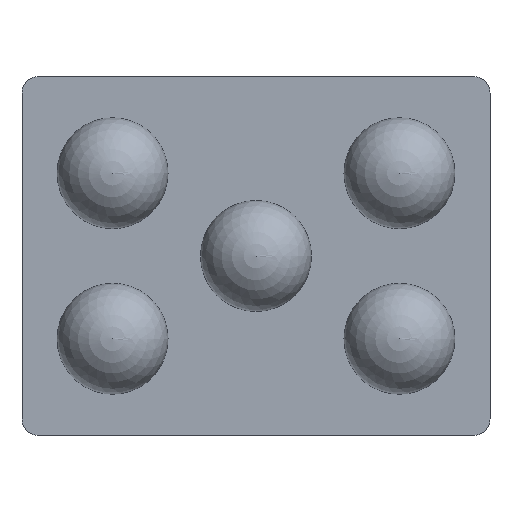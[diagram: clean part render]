
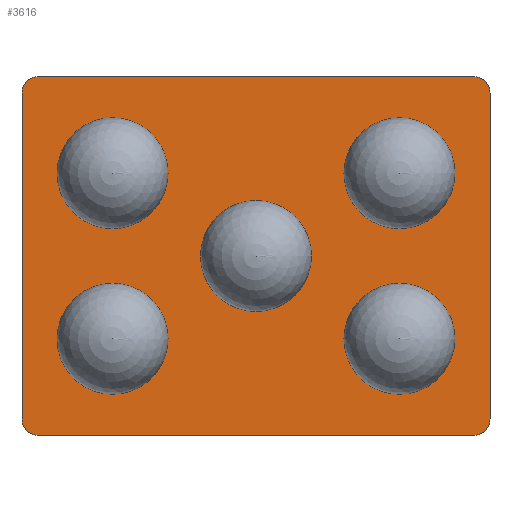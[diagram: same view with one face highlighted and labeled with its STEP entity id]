
A CAD part, front view. The second image highlights one B-rep face of the part: STEP entity #3616.
In plain terms, the highlighted planar face has unit normal (0, -1, 0).
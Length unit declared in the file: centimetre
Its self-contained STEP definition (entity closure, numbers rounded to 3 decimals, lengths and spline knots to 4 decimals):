
#58=PLANE('',#3871);
#133=LINE('',#5612,#389);
#134=LINE('',#5614,#390);
#135=LINE('',#5617,#391);
#136=LINE('',#5619,#392);
#389=VECTOR('',#4080,1.);
#390=VECTOR('',#4083,1.);
#391=VECTOR('',#4088,1.);
#392=VECTOR('',#4091,1.);
#674=FACE_OUTER_BOUND('',#888,.T.);
#888=EDGE_LOOP('',(#2500,#2501,#2502,#2503,#2504,#2505,#2506,#2507));
#1115=CIRCLE('',#3849,0.005);
#1118=CIRCLE('',#3853,0.005);
#1121=CIRCLE('',#3857,0.005);
#1124=CIRCLE('',#3862,0.005);
#1429=VERTEX_POINT('',#5459);
#1430=VERTEX_POINT('',#5460);
#1432=VERTEX_POINT('',#5504);
#1433=VERTEX_POINT('',#5505);
#1435=VERTEX_POINT('',#5549);
#1436=VERTEX_POINT('',#5550);
#1438=VERTEX_POINT('',#5597);
#1439=VERTEX_POINT('',#5598);
#1819=EDGE_CURVE('',#1429,#1430,#1115,.T.);
#1824=EDGE_CURVE('',#1432,#1433,#1118,.T.);
#1829=EDGE_CURVE('',#1435,#1436,#1121,.T.);
#1836=EDGE_CURVE('',#1438,#1439,#1124,.T.);
#1845=EDGE_CURVE('',#1436,#1429,#133,.T.);
#1846=EDGE_CURVE('',#1439,#1435,#134,.T.);
#1847=EDGE_CURVE('',#1433,#1438,#135,.T.);
#1848=EDGE_CURVE('',#1430,#1432,#136,.T.);
#2500=ORIENTED_EDGE('',*,*,#1819,.F.);
#2501=ORIENTED_EDGE('',*,*,#1845,.F.);
#2502=ORIENTED_EDGE('',*,*,#1829,.F.);
#2503=ORIENTED_EDGE('',*,*,#1846,.F.);
#2504=ORIENTED_EDGE('',*,*,#1836,.F.);
#2505=ORIENTED_EDGE('',*,*,#1847,.F.);
#2506=ORIENTED_EDGE('',*,*,#1824,.F.);
#2507=ORIENTED_EDGE('',*,*,#1848,.F.);
#3616=ADVANCED_FACE('',(#674),#58,.F.);
#3849=AXIS2_PLACEMENT_3D('',#5461,#4028,#4029);
#3853=AXIS2_PLACEMENT_3D('',#5506,#4038,#4039);
#3857=AXIS2_PLACEMENT_3D('',#5551,#4048,#4049);
#3862=AXIS2_PLACEMENT_3D('',#5599,#4062,#4063);
#3871=AXIS2_PLACEMENT_3D('',#5620,#4092,#4093);
#4028=DIRECTION('center_axis',(0.,1.,0.));
#4029=DIRECTION('ref_axis',(0.707,0.,-0.707));
#4038=DIRECTION('center_axis',(0.,1.,0.));
#4039=DIRECTION('ref_axis',(-0.707,0.,-0.707));
#4048=DIRECTION('center_axis',(0.,1.,0.));
#4049=DIRECTION('ref_axis',(0.707,0.,0.707));
#4062=DIRECTION('center_axis',(0.,1.,0.));
#4063=DIRECTION('ref_axis',(-0.707,0.,0.707));
#4080=DIRECTION('',(0.,0.,-1.));
#4083=DIRECTION('',(1.,0.,0.));
#4088=DIRECTION('',(0.,0.,1.));
#4091=DIRECTION('',(-1.,0.,0.));
#4092=DIRECTION('center_axis',(0.,1.,0.));
#4093=DIRECTION('ref_axis',(-1.,0.,0.));
#5459=CARTESIAN_POINT('',(0.0707,0.,-0.0492));
#5460=CARTESIAN_POINT('',(0.0657,0.,-0.0542));
#5461=CARTESIAN_POINT('Origin',(0.0657,0.,-0.0492));
#5504=CARTESIAN_POINT('',(-0.0657,0.,-0.0542));
#5505=CARTESIAN_POINT('',(-0.0707,0.,-0.0492));
#5506=CARTESIAN_POINT('Origin',(-0.0657,0.,-0.0492));
#5549=CARTESIAN_POINT('',(0.0657,0.,0.0542));
#5550=CARTESIAN_POINT('',(0.0707,0.,0.0492));
#5551=CARTESIAN_POINT('Origin',(0.0657,0.,0.0492));
#5597=CARTESIAN_POINT('',(-0.0707,0.,0.0492));
#5598=CARTESIAN_POINT('',(-0.0657,0.,0.0542));
#5599=CARTESIAN_POINT('Origin',(-0.0657,0.,0.0492));
#5612=CARTESIAN_POINT('',(0.0707,0.,0.0542));
#5614=CARTESIAN_POINT('',(-0.0707,0.,0.0542));
#5617=CARTESIAN_POINT('',(-0.0707,0.,-0.0542));
#5619=CARTESIAN_POINT('',(0.0707,0.,-0.0542));
#5620=CARTESIAN_POINT('Origin',(0.,0.,0.));
